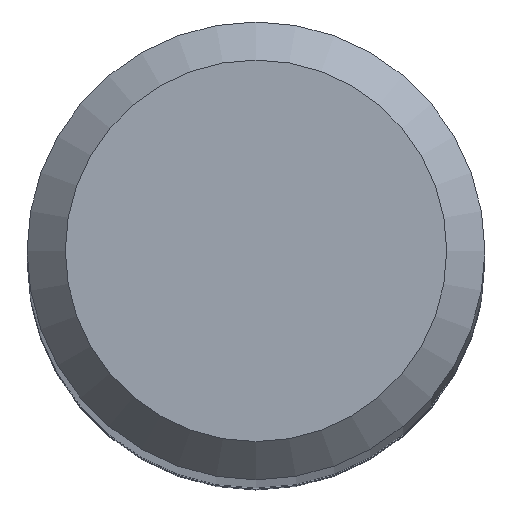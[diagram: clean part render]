
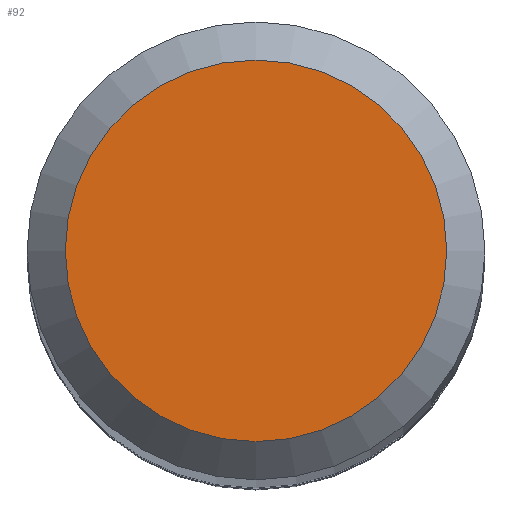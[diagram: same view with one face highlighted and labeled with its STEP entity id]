
A CAD part, top view. The second image highlights one B-rep face of the part: STEP entity #92.
In plain terms, the highlighted planar face has unit normal (0, 0, 1).
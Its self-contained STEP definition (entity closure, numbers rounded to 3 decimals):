
#7 = PLANE ( 'NONE',  #89 ) ;
#9 = DIRECTION ( 'NONE',  ( 0., 0., -1. ) ) ;
#67 = VERTEX_POINT ( 'NONE', #129 ) ;
#84 = DIRECTION ( 'NONE',  ( 0., 0., -1. ) ) ;
#89 = AXIS2_PLACEMENT_3D ( 'NONE', #150, #9, #225 ) ;
#92 = ADVANCED_FACE ( 'NONE', ( #174 ), #7, .F. ) ;
#94 = CIRCLE ( 'NONE', #106, 2.5 ) ;
#106 = AXIS2_PLACEMENT_3D ( 'NONE', #140, #84, #159 ) ;
#129 = CARTESIAN_POINT ( 'NONE',  ( 0., 2.5, 80. ) ) ;
#135 = EDGE_LOOP ( 'NONE', ( #215 ) ) ;
#140 = CARTESIAN_POINT ( 'NONE',  ( 0., 0., 80. ) ) ;
#150 = CARTESIAN_POINT ( 'NONE',  ( 0., 0., 80. ) ) ;
#159 = DIRECTION ( 'NONE',  ( 0., 1., 0. ) ) ;
#174 = FACE_OUTER_BOUND ( 'NONE', #135, .T. ) ;
#181 = EDGE_CURVE ( 'NONE', #67, #67, #94, .T. ) ;
#215 = ORIENTED_EDGE ( 'NONE', *, *, #181, .F. ) ;
#225 = DIRECTION ( 'NONE',  ( 0., 1., 0. ) ) ;
